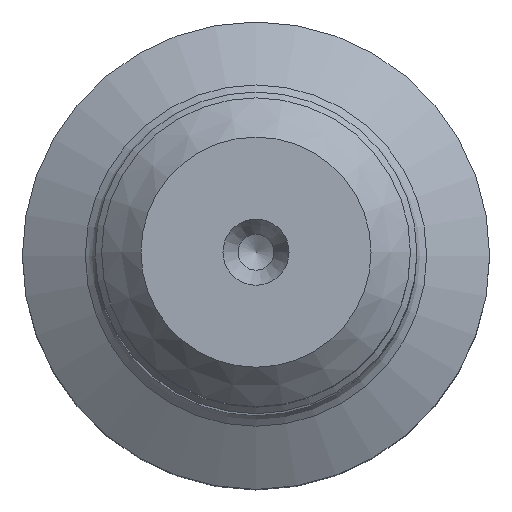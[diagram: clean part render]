
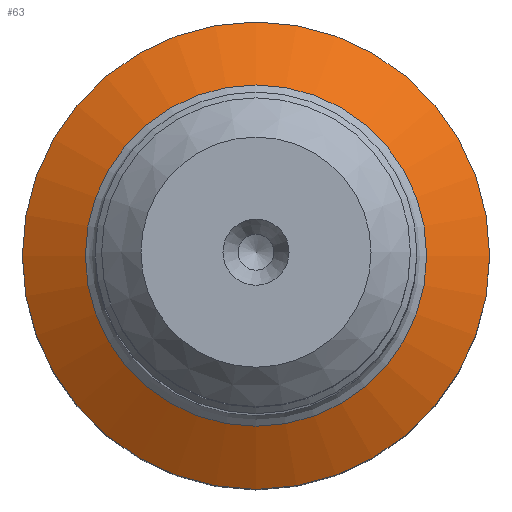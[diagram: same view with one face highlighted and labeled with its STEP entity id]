
A CAD part, top view. The second image highlights one B-rep face of the part: STEP entity #63.
In plain terms, the highlighted conical face has half-angle 60 degrees and reference radius 8.85 mm.
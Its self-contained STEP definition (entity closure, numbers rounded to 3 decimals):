
#50=CONICAL_SURFACE('',#314,8.85,60.);
#63=ADVANCED_FACE('',(#94,#95),#50,.T.);
#94=FACE_BOUND('',#132,.T.);
#95=FACE_BOUND('',#133,.T.);
#132=EDGE_LOOP('',(#170));
#133=EDGE_LOOP('',(#171));
#170=ORIENTED_EDGE('',*,*,#228,.T.);
#171=ORIENTED_EDGE('',*,*,#223,.F.);
#202=VERTEX_POINT('',#466);
#207=VERTEX_POINT('',#479);
#223=EDGE_CURVE('',#202,#202,#242,.T.);
#228=EDGE_CURVE('',#207,#207,#247,.T.);
#242=CIRCLE('',#305,13.078);
#247=CIRCLE('',#313,9.55);
#305=AXIS2_PLACEMENT_3D('',#465,#353,#354);
#313=AXIS2_PLACEMENT_3D('',#478,#369,#370);
#314=AXIS2_PLACEMENT_3D('',#480,#371,#372);
#353=DIRECTION('',(0.,0.,-1.));
#354=DIRECTION('',(-1.,0.,0.));
#369=DIRECTION('',(0.,0.,-1.));
#370=DIRECTION('',(-1.,0.,0.));
#371=DIRECTION('',(0.,0.,-1.));
#372=DIRECTION('',(-1.,0.,0.));
#465=CARTESIAN_POINT('',(0.,0.,-111.885));
#466=CARTESIAN_POINT('',(-13.078,0.,-111.885));
#478=CARTESIAN_POINT('',(0.,0.,-109.848));
#479=CARTESIAN_POINT('',(-9.55,0.,-109.848));
#480=CARTESIAN_POINT('',(0.,0.,-109.444));
